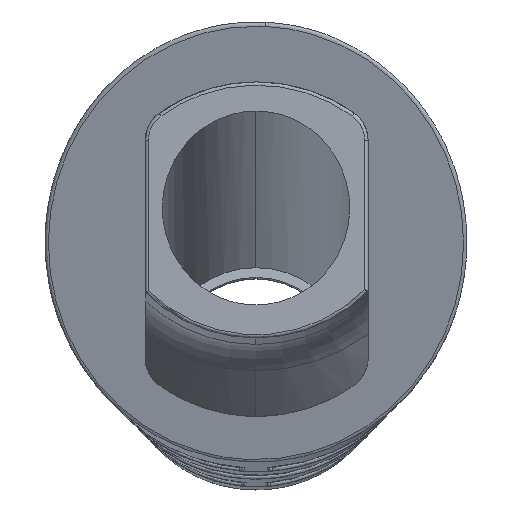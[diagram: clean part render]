
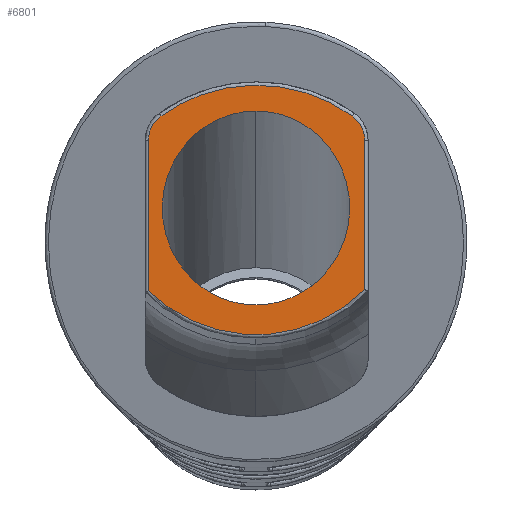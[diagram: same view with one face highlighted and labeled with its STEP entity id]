
A CAD part, left-side view. The second image highlights one B-rep face of the part: STEP entity #6801.
In plain terms, the highlighted planar face has unit normal (-1, 0, 0).
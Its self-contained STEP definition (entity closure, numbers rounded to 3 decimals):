
#21 = CARTESIAN_POINT ( 'NONE',  ( 118.391, -9.756, -7.547 ) ) ;
#40 = VERTEX_POINT ( 'NONE', #302 ) ;
#83 = CARTESIAN_POINT ( 'NONE',  ( 118.391, 0., -11.398 ) ) ;
#132 = CARTESIAN_POINT ( 'NONE',  ( 118.391, -8.631, -5.569 ) ) ;
#247 = CARTESIAN_POINT ( 'NONE',  ( 118.391, 0., -5.124 ) ) ;
#285 = EDGE_CURVE ( 'NONE', #3911, #12701, #8303, .T. ) ;
#302 = CARTESIAN_POINT ( 'NONE',  ( 118.391, 9.644, -7.762 ) ) ;
#516 = CARTESIAN_POINT ( 'NONE',  ( 118.391, 0., -22.512 ) ) ;
#857 = ORIENTED_EDGE ( 'NONE', *, *, #13908, .F. ) ;
#875 =( BOUNDED_CURVE ( )  B_SPLINE_CURVE ( 3, ( #3601, #14787, #8702, #13527 ),
 .UNSPECIFIED., .F., .T. ) 
 B_SPLINE_CURVE_WITH_KNOTS ( ( 4, 4 ),
 ( 0., 3.142 ),
 .UNSPECIFIED. ) 
 CURVE ( )  GEOMETRIC_REPRESENTATION_ITEM ( )  RATIONAL_B_SPLINE_CURVE ( ( 1., 0.333, 0.333, 1. ) ) 
 REPRESENTATION_ITEM ( '' )  );
#1018 = CARTESIAN_POINT ( 'NONE',  ( 118.391, -3.819, -3.278 ) ) ;
#1122 = CARTESIAN_POINT ( 'NONE',  ( 118.391, 5.184, -3.753 ) ) ;
#1184 = CARTESIAN_POINT ( 'NONE',  ( 118.391, -1.575, -2.882 ) ) ;
#1221 = PLANE ( 'NONE',  #1644 ) ;
#1321 = CARTESIAN_POINT ( 'NONE',  ( 118.391, -8.631, -5.569 ) ) ;
#1332 = DIRECTION ( 'NONE',  ( -1., 0., 0. ) ) ;
#1644 = AXIS2_PLACEMENT_3D ( 'NONE', #15106, #5119, #13771 ) ;
#1751 = AXIS2_PLACEMENT_3D ( 'NONE', #83, #1332, #11497 ) ;
#1882 = VERTEX_POINT ( 'NONE', #4714 ) ;
#2404 = CARTESIAN_POINT ( 'NONE',  ( 118.391, 9.644, -7.547 ) ) ;
#2460 = CARTESIAN_POINT ( 'NONE',  ( 118.391, 9.644, -21.292 ) ) ;
#2468 = B_SPLINE_CURVE_WITH_KNOTS ( 'NONE', 3,
 ( #2564, #16303, #3808, #12643, #6355, #13894, #15175, #8812, #2404, #15072 ),
 .UNSPECIFIED., .F., .F.,
 ( 4, 2, 2, 2, 4 ),
 ( 0., 0.001, 0.001, 0.002, 0.003 ),
 .UNSPECIFIED. ) ;
#2564 = CARTESIAN_POINT ( 'NONE',  ( 118.391, 8.519, -5.569 ) ) ;
#2659 = CARTESIAN_POINT ( 'NONE',  ( 118.391, -9.362, -6.34 ) ) ;
#2772 = VERTEX_POINT ( 'NONE', #516 ) ;
#3246 = FACE_OUTER_BOUND ( 'NONE', #4610, .T. ) ;
#3601 = CARTESIAN_POINT ( 'NONE',  ( 118.391, 0., -22.512 ) ) ;
#3642 = CARTESIAN_POINT ( 'NONE',  ( 118.391, -8.631, -5.569 ) ) ;
#3655 = FACE_BOUND ( 'NONE', #5056, .T. ) ;
#3692 = CARTESIAN_POINT ( 'NONE',  ( 118.391, 7.893, -5.12 ) ) ;
#3747 = CARTESIAN_POINT ( 'NONE',  ( 118.391, 4.09, -3.4 ) ) ;
#3808 = CARTESIAN_POINT ( 'NONE',  ( 118.391, 8.85, -5.838 ) ) ;
#3846 = CARTESIAN_POINT ( 'NONE',  ( 118.391, -9.63, -6.918 ) ) ;
#3911 = VERTEX_POINT ( 'NONE', #5891 ) ;
#4043 = EDGE_CURVE ( 'NONE', #12701, #6342, #7565, .T. ) ;
#4336 =( BOUNDED_CURVE ( )  B_SPLINE_CURVE ( 3, ( #247, #5309, #13964, #15239 ),
 .UNSPECIFIED., .F., .T. ) 
 B_SPLINE_CURVE_WITH_KNOTS ( ( 4, 4 ),
 ( 3.142, 6.283 ),
 .UNSPECIFIED. ) 
 CURVE ( )  GEOMETRIC_REPRESENTATION_ITEM ( )  RATIONAL_B_SPLINE_CURVE ( ( 1., 0.333, 0.333, 1. ) ) 
 REPRESENTATION_ITEM ( '' )  );
#4610 = EDGE_LOOP ( 'NONE', ( #11338, #9068, #8012, #10004, #10534, #5951 ) ) ;
#4714 = CARTESIAN_POINT ( 'NONE',  ( 118.391, 9.644, -21.243 ) ) ;
#4921 = CARTESIAN_POINT ( 'NONE',  ( 118.391, -1.954, -2.926 ) ) ;
#5056 = EDGE_LOOP ( 'NONE', ( #10685, #857 ) ) ;
#5119 = DIRECTION ( 'NONE',  ( -1., 0., 0. ) ) ;
#5121 = CARTESIAN_POINT ( 'NONE',  ( 118.391, -8.963, -5.838 ) ) ;
#5261 = CARTESIAN_POINT ( 'NONE',  ( 118.391, 8.519, -5.569 ) ) ;
#5309 = CARTESIAN_POINT ( 'NONE',  ( 118.391, 16.8, -5.124 ) ) ;
#5891 = CARTESIAN_POINT ( 'NONE',  ( 118.391, -9.756, -21.132 ) ) ;
#5951 = ORIENTED_EDGE ( 'NONE', *, *, #6158, .T. ) ;
#6158 = EDGE_CURVE ( 'NONE', #10969, #40, #2468, .T. ) ;
#6186 = CARTESIAN_POINT ( 'NONE',  ( 118.391, 2.602, -3.046 ) ) ;
#6342 = VERTEX_POINT ( 'NONE', #132 ) ;
#6355 = CARTESIAN_POINT ( 'NONE',  ( 118.391, 9.249, -6.341 ) ) ;
#6448 = DIRECTION ( 'NONE',  ( 0., 0., 1. ) ) ;
#6505 = VERTEX_POINT ( 'NONE', #6730 ) ;
#6730 = CARTESIAN_POINT ( 'NONE',  ( 118.391, 0., -5.124 ) ) ;
#6801 = ADVANCED_FACE ( 'NONE', ( #3246, #3655 ), #1221, .T. ) ;
#7465 = CARTESIAN_POINT ( 'NONE',  ( 118.391, -5.986, -4.036 ) ) ;
#7565 = B_SPLINE_CURVE_WITH_KNOTS ( 'NONE', 3,
 ( #10272, #21, #9006, #3846, #12680, #2659, #9054, #5121, #8958, #1321 ),
 .UNSPECIFIED., .F., .F.,
 ( 4, 2, 2, 2, 4 ),
 ( 0., 0.001, 0.001, 0.002, 0.003 ),
 .UNSPECIFIED. ) ;
#7907 = VECTOR ( 'NONE', #6448, 1000. ) ;
#8012 = ORIENTED_EDGE ( 'NONE', *, *, #285, .T. ) ;
#8303 = LINE ( 'NONE', #10432, #7907 ) ;
#8625 = CARTESIAN_POINT ( 'NONE',  ( 118.391, -0.426, -2.808 ) ) ;
#8702 = CARTESIAN_POINT ( 'NONE',  ( 118.391, -16.8, -5.124 ) ) ;
#8751 = CARTESIAN_POINT ( 'NONE',  ( 118.391, 2.975, -3.119 ) ) ;
#8812 = CARTESIAN_POINT ( 'NONE',  ( 118.391, 9.618, -7.336 ) ) ;
#8859 = CARTESIAN_POINT ( 'NONE',  ( 118.391, 8.519, -5.569 ) ) ;
#8958 = CARTESIAN_POINT ( 'NONE',  ( 118.391, -8.806, -5.694 ) ) ;
#9006 = CARTESIAN_POINT ( 'NONE',  ( 118.391, -9.731, -7.335 ) ) ;
#9054 = CARTESIAN_POINT ( 'NONE',  ( 118.391, -9.24, -6.16 ) ) ;
#9068 = ORIENTED_EDGE ( 'NONE', *, *, #11984, .T. ) ;
#10004 = ORIENTED_EDGE ( 'NONE', *, *, #4043, .T. ) ;
#10022 = CARTESIAN_POINT ( 'NONE',  ( 118.391, -3.081, -3.103 ) ) ;
#10272 = CARTESIAN_POINT ( 'NONE',  ( 118.391, -9.756, -7.762 ) ) ;
#10432 = CARTESIAN_POINT ( 'NONE',  ( 118.391, -9.756, -7.762 ) ) ;
#10534 = ORIENTED_EDGE ( 'NONE', *, *, #14703, .T. ) ;
#10685 = ORIENTED_EDGE ( 'NONE', *, *, #12691, .F. ) ;
#10880 = LINE ( 'NONE', #2460, #15986 ) ;
#10969 = VERTEX_POINT ( 'NONE', #5261 ) ;
#11287 = CARTESIAN_POINT ( 'NONE',  ( 118.391, 7.242, -4.726 ) ) ;
#11338 = ORIENTED_EDGE ( 'NONE', *, *, #13838, .T. ) ;
#11411 = DIRECTION ( 'NONE',  ( 0., 0., -1. ) ) ;
#11497 = DIRECTION ( 'NONE',  ( 0., 0., 1. ) ) ;
#11984 = EDGE_CURVE ( 'NONE', #1882, #3911, #12065, .T. ) ;
#12065 = CIRCLE ( 'NONE', #1751, 13.781 ) ;
#12415 = CARTESIAN_POINT ( 'NONE',  ( 118.391, -5.269, -3.743 ) ) ;
#12477 = CARTESIAN_POINT ( 'NONE',  ( 118.391, -7.352, -4.724 ) ) ;
#12621 = B_SPLINE_CURVE_WITH_KNOTS ( 'NONE', 3,
 ( #3642, #16169, #12477, #7465, #12415, #1018, #10022, #4921, #1184, #13621, #8625, #16409, #13730, #6186, #8751, #13839, #3747, #1122, #15064, #11287, #3692, #8859 ),
 .UNSPECIFIED., .F., .F.,
 ( 4, 2, 2, 2, 2, 2, 2, 2, 2, 2, 4 ),
 ( 0., 0.002, 0.005, 0.007, 0.008, 0.009, 0.011, 0.013, 0.014, 0.016, 0.018 ),
 .UNSPECIFIED. ) ;
#12643 = CARTESIAN_POINT ( 'NONE',  ( 118.391, 9.13, -6.163 ) ) ;
#12680 = CARTESIAN_POINT ( 'NONE',  ( 118.391, -9.555, -6.717 ) ) ;
#12691 = EDGE_CURVE ( 'NONE', #2772, #6505, #875, .T. ) ;
#12701 = VERTEX_POINT ( 'NONE', #13634 ) ;
#13527 = CARTESIAN_POINT ( 'NONE',  ( 118.391, 0., -5.124 ) ) ;
#13621 = CARTESIAN_POINT ( 'NONE',  ( 118.391, -0.811, -2.823 ) ) ;
#13634 = CARTESIAN_POINT ( 'NONE',  ( 118.391, -9.756, -7.762 ) ) ;
#13730 = CARTESIAN_POINT ( 'NONE',  ( 118.391, 1.477, -2.869 ) ) ;
#13771 = DIRECTION ( 'NONE',  ( 0., 0., 1. ) ) ;
#13838 = EDGE_CURVE ( 'NONE', #40, #1882, #10880, .T. ) ;
#13839 = CARTESIAN_POINT ( 'NONE',  ( 118.391, 3.718, -3.296 ) ) ;
#13894 = CARTESIAN_POINT ( 'NONE',  ( 118.391, 9.443, -6.719 ) ) ;
#13908 = EDGE_CURVE ( 'NONE', #6505, #2772, #4336, .T. ) ;
#13964 = CARTESIAN_POINT ( 'NONE',  ( 118.391, 16.8, -22.512 ) ) ;
#14703 = EDGE_CURVE ( 'NONE', #6342, #10969, #12621, .T. ) ;
#14787 = CARTESIAN_POINT ( 'NONE',  ( 118.391, -16.8, -22.512 ) ) ;
#15064 = CARTESIAN_POINT ( 'NONE',  ( 118.391, 5.887, -4.042 ) ) ;
#15072 = CARTESIAN_POINT ( 'NONE',  ( 118.391, 9.644, -7.762 ) ) ;
#15106 = CARTESIAN_POINT ( 'NONE',  ( 118.391, -0.056, -17.508 ) ) ;
#15175 = CARTESIAN_POINT ( 'NONE',  ( 118.391, 9.519, -6.922 ) ) ;
#15239 = CARTESIAN_POINT ( 'NONE',  ( 118.391, 0., -22.512 ) ) ;
#15986 = VECTOR ( 'NONE', #11411, 1000. ) ;
#16169 = CARTESIAN_POINT ( 'NONE',  ( 118.391, -8.006, -5.12 ) ) ;
#16303 = CARTESIAN_POINT ( 'NONE',  ( 118.391, 8.693, -5.694 ) ) ;
#16409 = CARTESIAN_POINT ( 'NONE',  ( 118.391, 0.72, -2.809 ) ) ;
